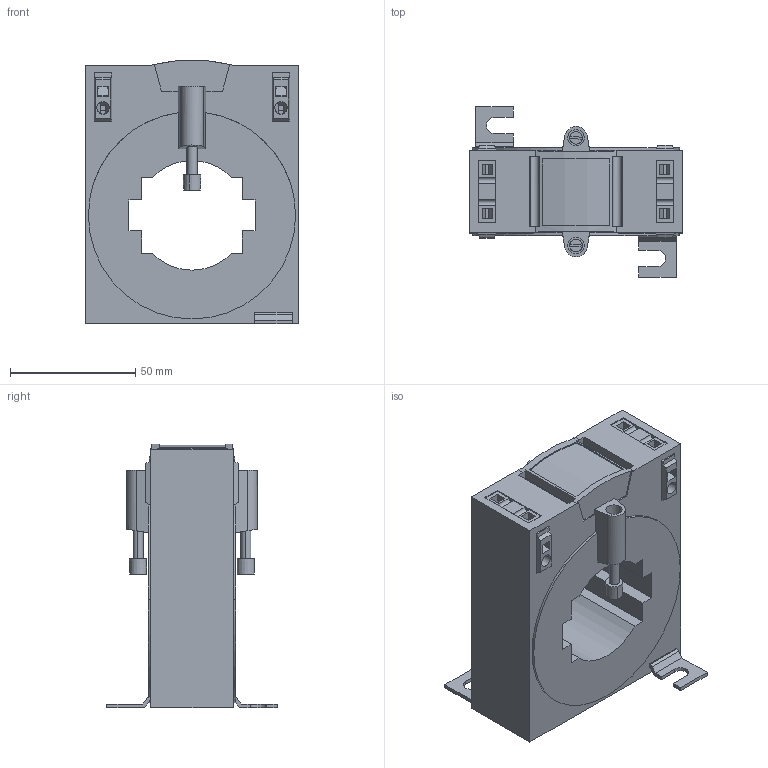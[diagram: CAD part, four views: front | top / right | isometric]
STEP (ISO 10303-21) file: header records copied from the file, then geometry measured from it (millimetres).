
FILE_DESCRIPTION(('CATIA V5 STEP Exchange','CAx-IF Rec.Pracs.--- Model Styling and Organization---1.4--- 2014-01-23'),'2;1');
FILE_NAME ('D1499450_0_2680220000_S3D_CMA_51_XXX.stp','2021-08-12T12:38:23+00:00',('none'),('Weidmueller'),'CATIA Version 5-6 Release 2016 SP3 HF44','CATIA V5 STEP AP214','none');
FILE_SCHEMA(('AUTOMOTIVE_DESIGN { 1 0 10303 214 1 1 1 1 }'));
Length unit declared in the file: millimetre
Products named in the file (1): S3D_CMA_51_XXX
Bounding box: 85 x 68 x 105.18 mm (x, y, z)
Volume: 246053 mm3; surface area: 48877.5 mm2
Topology: 9 solids, 9 shells, 341 faces, 908 edges, 604 vertices
Faces by surface type: plane 281, cylinder 52, cone 8
Entity records: 10884 total; most frequent: CARTESIAN_POINT 2381, ORIENTED_EDGE 1816, DIRECTION 1382, EDGE_CURVE 908, VECTOR 742, LINE 742, VERTEX_POINT 604, AXIS2_PLACEMENT_3D 375
